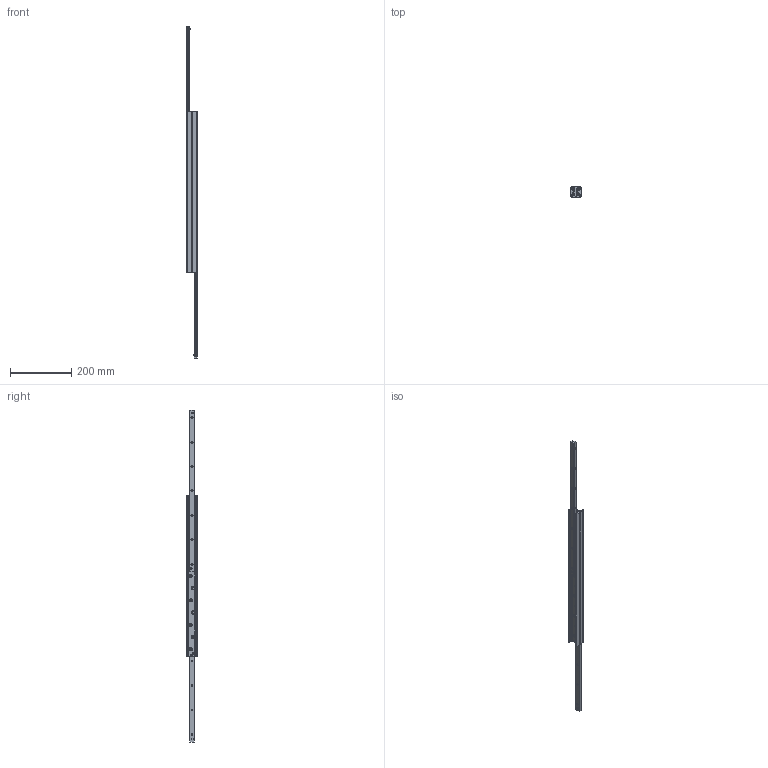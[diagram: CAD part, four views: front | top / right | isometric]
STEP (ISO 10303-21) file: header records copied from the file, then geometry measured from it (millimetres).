
FILE_DESCRIPTION((''),'2;1');
FILE_NAME('LCAH 35-0530.GD.stp','2011-04-01T10:07:53',('MKoza'),(''),'Autodesk Inventor 2009','Autodesk Inventor 2009','');
FILE_SCHEMA(('AUTOMOTIVE_DESIGN { 1 0 10303 214 1 1 1 1 }'));
Length unit declared in the file: millimetre
Products named in the file (9): LCAH 35.GD; LCH 35; LLMD 35; LLMG 35; KF.LCA 35; AS.L 35 M5x3,2; VKB.L 35 5x10; AS.L 35 5x3,2; DIN 7337 - A5 x 8 x 4,5
Assembly tree (29 placements, depth 2):
  LCAH 35.GD
    LCH 35  x2
    LLMD 35
    LLMG 35
    KF.LCA 35  x2
    AS.L 35 M5x3,2  x2
    VKB.L 35 5x10  x4
    AS.L 35 5x3,2  x4
    DIN 7337 - A5 x 8 x 4,5  x13
Bounding box: 34 x 35 x 1088 mm (x, y, z)
Volume: 389001 mm3; surface area: 246121.3 mm2
Topology: 29 solids, 29 shells, 482 faces, 1113 edges, 735 vertices
Faces by surface type: plane 218, bspline 131, cylinder 110, torus 13, cone 10
Full cylindrical faces by diameter (mm): 5 x23, 6 x6, 9.5 x13
Entity records: 8199 total; most frequent: CARTESIAN_POINT 2783, DIRECTION 1046, ORIENTED_EDGE 954, EDGE_CURVE 477, AXIS2_PLACEMENT_3D 407, EDGE_LOOP 380, VERTEX_POINT 359, VECTOR 232
